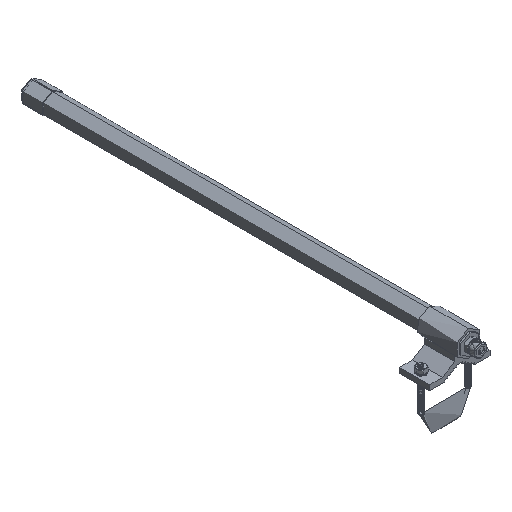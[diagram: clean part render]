
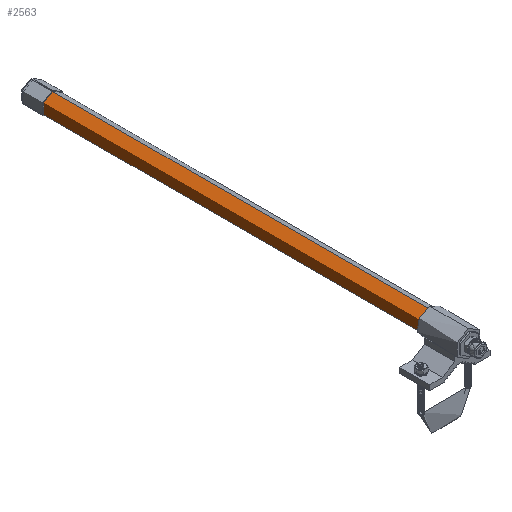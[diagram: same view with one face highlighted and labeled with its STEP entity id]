
A CAD part, isometric view. The second image highlights one B-rep face of the part: STEP entity #2563.
In plain terms, the highlighted cylindrical face has radius 12 mm (diameter 24 mm), a partial arc.
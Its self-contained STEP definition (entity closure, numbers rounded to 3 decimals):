
#643 = ORIENTED_EDGE ( 'NONE', *, *, #9371, .T. ) ;
#1775 = DIRECTION ( 'NONE',  ( 0., 0., -1. ) ) ;
#2563 = ADVANCED_FACE ( 'NONE', ( #23556 ), #12022, .T. ) ;
#3523 = DIRECTION ( 'NONE',  ( 0., -1., 0. ) ) ;
#3748 = CARTESIAN_POINT ( 'NONE',  ( 0., 505.25, 12. ) ) ;
#3987 = DIRECTION ( 'NONE',  ( 0., 1., 0. ) ) ;
#5258 = CARTESIAN_POINT ( 'NONE',  ( 0., 505.25, 0. ) ) ;
#6645 = AXIS2_PLACEMENT_3D ( 'NONE', #17205, #3987, #23308 ) ;
#6800 = DIRECTION ( 'NONE',  ( 0., -1., 0. ) ) ;
#7058 = LINE ( 'NONE', #24971, #10381 ) ;
#7378 = CARTESIAN_POINT ( 'NONE',  ( 0., 0., -12. ) ) ;
#8510 = CARTESIAN_POINT ( 'NONE',  ( 0., 505.25, 12. ) ) ;
#9371 = EDGE_CURVE ( 'NONE', #25110, #20626, #7058, .T. ) ;
#10286 = ORIENTED_EDGE ( 'NONE', *, *, #14414, .T. ) ;
#10381 = VECTOR ( 'NONE', #3523, 1000. ) ;
#11163 = DIRECTION ( 'NONE',  ( 0., 1., 0. ) ) ;
#11981 = AXIS2_PLACEMENT_3D ( 'NONE', #5258, #15011, #1775 ) ;
#12022 = CYLINDRICAL_SURFACE ( 'NONE', #11981, 12. ) ;
#12845 = ORIENTED_EDGE ( 'NONE', *, *, #22782, .F. ) ;
#12985 = VERTEX_POINT ( 'NONE', #20443 ) ;
#13152 = AXIS2_PLACEMENT_3D ( 'NONE', #20970, #11163, #24707 ) ;
#13202 = VECTOR ( 'NONE', #6800, 1000. ) ;
#14414 = EDGE_CURVE ( 'NONE', #20626, #12985, #20039, .T. ) ;
#15011 = DIRECTION ( 'NONE',  ( 0., -1., 0. ) ) ;
#17205 = CARTESIAN_POINT ( 'NONE',  ( 0., 505.25, 0. ) ) ;
#17861 = EDGE_LOOP ( 'NONE', ( #12845, #19451, #643, #10286 ) ) ;
#18662 = LINE ( 'NONE', #8510, #13202 ) ;
#19451 = ORIENTED_EDGE ( 'NONE', *, *, #23943, .F. ) ;
#20039 = CIRCLE ( 'NONE', #13152, 12. ) ;
#20143 = CARTESIAN_POINT ( 'NONE',  ( 0., 505.25, -12. ) ) ;
#20443 = CARTESIAN_POINT ( 'NONE',  ( 0., 0., 12. ) ) ;
#20626 = VERTEX_POINT ( 'NONE', #7378 ) ;
#20970 = CARTESIAN_POINT ( 'NONE',  ( 0., 0., 0. ) ) ;
#22782 = EDGE_CURVE ( 'NONE', #24141, #12985, #18662, .T. ) ;
#23308 = DIRECTION ( 'NONE',  ( 0., 0., -1. ) ) ;
#23556 = FACE_OUTER_BOUND ( 'NONE', #17861, .T. ) ;
#23943 = EDGE_CURVE ( 'NONE', #25110, #24141, #25000, .T. ) ;
#24141 = VERTEX_POINT ( 'NONE', #3748 ) ;
#24707 = DIRECTION ( 'NONE',  ( 0., 0., -1. ) ) ;
#24971 = CARTESIAN_POINT ( 'NONE',  ( 0., 505.25, -12. ) ) ;
#25000 = CIRCLE ( 'NONE', #6645, 12. ) ;
#25110 = VERTEX_POINT ( 'NONE', #20143 ) ;
